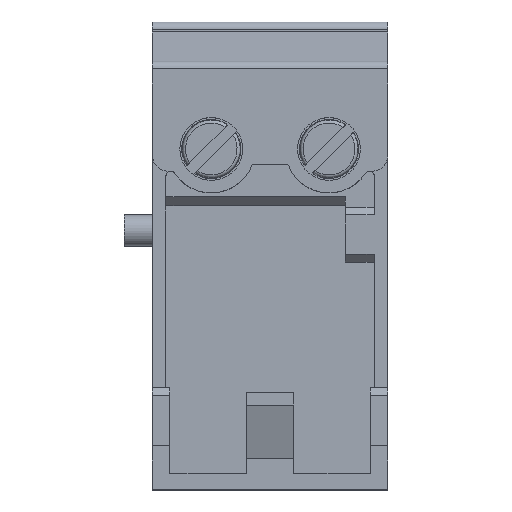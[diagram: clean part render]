
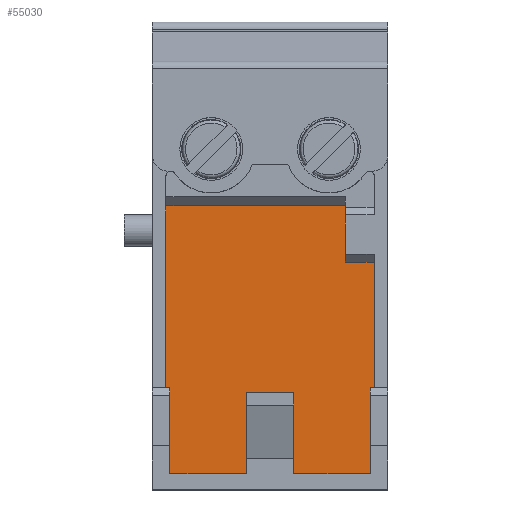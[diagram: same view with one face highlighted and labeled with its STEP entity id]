
A CAD part, top view. The second image highlights one B-rep face of the part: STEP entity #55030.
In plain terms, the highlighted face is planar.
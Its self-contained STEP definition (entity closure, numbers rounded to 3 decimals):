
#32770=CARTESIAN_POINT('',(0.,14.96,-100.1));
#32780=DIRECTION('',(1.,0.,0.));
#32790=VECTOR('',#32780,1.);
#32800=LINE('',#32770,#32790);
#32810=CARTESIAN_POINT('',(-3.975,14.96,
-100.1));
#32820=VERTEX_POINT('',#32810);
#32830=CARTESIAN_POINT('',(1.525,14.96,
-100.1));
#32840=VERTEX_POINT('',#32830);
#32850=EDGE_CURVE('',#32820,#32840,#32800,.T.);
#39210=CARTESIAN_POINT('',(-3.975,14.96,0.));
#39220=DIRECTION('',(0.,0.,-1.));
#39230=VECTOR('',#39220,1.);
#39240=LINE('',#39210,#39230);
#39250=CARTESIAN_POINT('',(-3.975,14.96,
-95.21));
#39260=VERTEX_POINT('',#39250);
#39270=EDGE_CURVE('',#39260,#32820,#39240,.T.);
#43290=CARTESIAN_POINT('',(0.,14.96,-95.21));
#43300=DIRECTION('',(1.,0.,0.));
#43310=VECTOR('',#43300,1.);
#43320=LINE('',#43290,#43310);
#43330=CARTESIAN_POINT('',(1.225,14.96,
-95.21));
#43340=VERTEX_POINT('',#43330);
#43350=EDGE_CURVE('',#39260,#43340,#43320,.T.);
#48700=CARTESIAN_POINT('',(1.525,14.96,
-100.345));
#48710=VERTEX_POINT('',#48700);
#48740=CARTESIAN_POINT('',(1.525,14.96,0.));
#48750=DIRECTION('',(0.,0.,1.));
#48760=VECTOR('',#48750,1.);
#48770=LINE('',#48740,#48760);
#48780=EDGE_CURVE('',#48710,#32840,#48770,.T.);
#54140=CARTESIAN_POINT('',(15.619,14.96,
-93.559));
#54150=DIRECTION('',(0.,1.,0.));
#54160=DIRECTION('',(-0.999,0.,-0.052));
#54170=AXIS2_PLACEMENT_3D('',#54140,#54150,#54160);
#54180=PLANE('',#54170);
#54190=ORIENTED_EDGE('',*,*,#48780,.T.);
#54200=CARTESIAN_POINT('',(0.,14.96,-100.345));
#54210=DIRECTION('',(-1.,0.,0.));
#54220=VECTOR('',#54210,1.);
#54230=LINE('',#54200,#54220);
#54240=CARTESIAN_POINT('',(13.105,14.96,
-100.345));
#54250=VERTEX_POINT('',#54240);
#54260=EDGE_CURVE('',#54250,#48710,#54230,.T.);
#54270=ORIENTED_EDGE('',*,*,#54260,.T.);
#54280=CARTESIAN_POINT('',(13.105,14.96,0.));
#54290=DIRECTION('',(0.,0.,-1.));
#54300=VECTOR('',#54290,1.);
#54310=LINE('',#54280,#54300);
#54320=CARTESIAN_POINT('',(13.105,14.96,
-88.92));
#54330=VERTEX_POINT('',#54320);
#54340=EDGE_CURVE('',#54330,#54250,#54310,.T.);
#54350=ORIENTED_EDGE('',*,*,#54340,.T.);
#54360=CARTESIAN_POINT('',(0.,14.96,-88.92));
#54370=DIRECTION('',(-1.,0.,0.));
#54380=VECTOR('',#54370,1.);
#54390=LINE('',#54360,#54380);
#54400=CARTESIAN_POINT('',(9.525,14.96,
-88.92));
#54410=VERTEX_POINT('',#54400);
#54420=EDGE_CURVE('',#54330,#54410,#54390,.T.);
#54430=ORIENTED_EDGE('',*,*,#54420,.F.);
#54440=CARTESIAN_POINT('',(9.525,14.96,0.));
#54450=DIRECTION('',(0.,0.,-1.));
#54460=VECTOR('',#54450,1.);
#54470=LINE('',#54440,#54460);
#54480=CARTESIAN_POINT('',(9.525,14.96,
-87.075));
#54490=VERTEX_POINT('',#54480);
#54500=EDGE_CURVE('',#54490,#54410,#54470,.T.);
#54510=ORIENTED_EDGE('',*,*,#54500,.T.);
#54520=CARTESIAN_POINT('',(0.,14.96,-87.075));
#54530=DIRECTION('',(1.,0.,0.));
#54540=VECTOR('',#54530,1.);
#54550=LINE('',#54520,#54540);
#54560=CARTESIAN_POINT('',(1.525,14.96,
-87.075));
#54570=VERTEX_POINT('',#54560);
#54580=EDGE_CURVE('',#54570,#54490,#54550,.T.);
#54590=ORIENTED_EDGE('',*,*,#54580,.T.);
#54600=CARTESIAN_POINT('',(1.525,14.96,0.));
#54610=DIRECTION('',(0.,0.,1.));
#54620=VECTOR('',#54610,1.);
#54630=LINE('',#54600,#54620);
#54640=CARTESIAN_POINT('',(1.525,14.96,
-87.32));
#54650=VERTEX_POINT('',#54640);
#54660=EDGE_CURVE('',#54650,#54570,#54630,.T.);
#54670=ORIENTED_EDGE('',*,*,#54660,.T.);
#54680=CARTESIAN_POINT('',(0.,14.96,-87.32));
#54690=DIRECTION('',(-1.,0.,0.));
#54700=VECTOR('',#54690,1.);
#54710=LINE('',#54680,#54700);
#54720=CARTESIAN_POINT('',(-3.975,14.96,
-87.32));
#54730=VERTEX_POINT('',#54720);
#54740=EDGE_CURVE('',#54650,#54730,#54710,.T.);
#54750=ORIENTED_EDGE('',*,*,#54740,.F.);
#54760=CARTESIAN_POINT('',(-3.975,14.96,0.));
#54770=DIRECTION('',(0.,0.,-1.));
#54780=VECTOR('',#54770,1.);
#54790=LINE('',#54760,#54780);
#54800=CARTESIAN_POINT('',(-3.975,14.96,
-92.21));
#54810=VERTEX_POINT('',#54800);
#54820=EDGE_CURVE('',#54730,#54810,#54790,.T.);
#54830=ORIENTED_EDGE('',*,*,#54820,.F.);
#54840=CARTESIAN_POINT('',(0.,14.96,-92.21));
#54850=DIRECTION('',(1.,0.,0.));
#54860=VECTOR('',#54850,1.);
#54870=LINE('',#54840,#54860);
#54880=CARTESIAN_POINT('',(1.225,14.96,
-92.21));
#54890=VERTEX_POINT('',#54880);
#54900=EDGE_CURVE('',#54810,#54890,#54870,.T.);
#54910=ORIENTED_EDGE('',*,*,#54900,.F.);
#54920=CARTESIAN_POINT('',(1.225,14.96,0.));
#54930=DIRECTION('',(0.,0.,-1.));
#54940=VECTOR('',#54930,1.);
#54950=LINE('',#54920,#54940);
#54960=EDGE_CURVE('',#54890,#43340,#54950,.T.);
#54970=ORIENTED_EDGE('',*,*,#54960,.F.);
#54980=ORIENTED_EDGE('',*,*,#43350,.T.);
#54990=ORIENTED_EDGE('',*,*,#39270,.F.);
#55000=ORIENTED_EDGE('',*,*,#32850,.F.);
#55010=EDGE_LOOP('',(#55000,#54990,#54980,#54970,#54910,#54830,#54750,
#54670,#54590,#54510,#54430,#54350,#54270,#54190));
#55020=FACE_OUTER_BOUND('',#55010,.T.);
#55030=ADVANCED_FACE('',(#55020),#54180,.T.);
